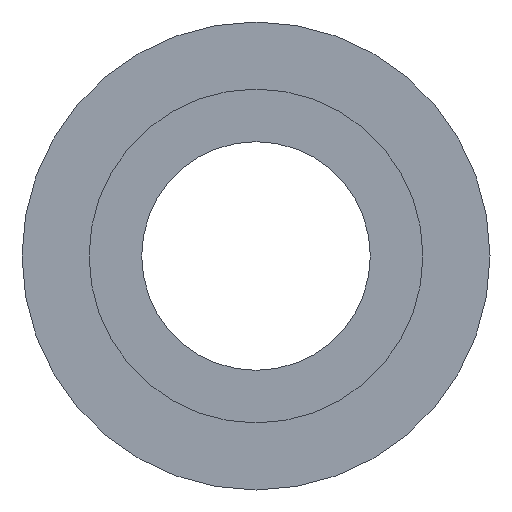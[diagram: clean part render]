
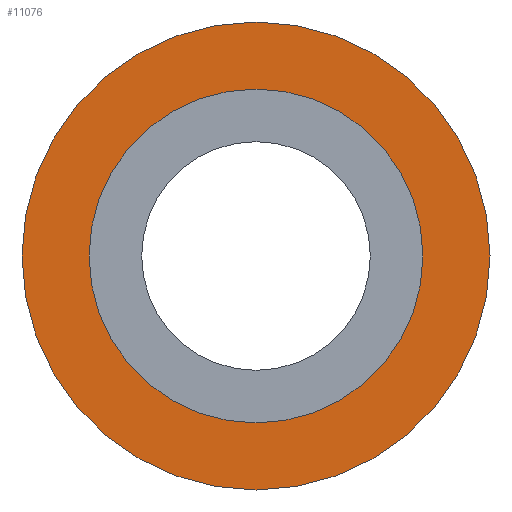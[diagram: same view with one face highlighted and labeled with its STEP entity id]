
A CAD part, left-side view. The second image highlights one B-rep face of the part: STEP entity #11076.
In plain terms, the highlighted planar face has unit normal (-1, 0, 0).
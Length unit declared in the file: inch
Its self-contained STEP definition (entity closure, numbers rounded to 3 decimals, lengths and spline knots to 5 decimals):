
#10998=CARTESIAN_POINT('',(0.,1.535,0.0));
#10999=VERTEX_POINT('',#10998);
#11000=CARTESIAN_POINT('',(0.0,0.0,0.0));
#11001=DIRECTION('',(1.0,0.0,0.0));
#11002=DIRECTION('',(0.0,1.0,0.0));
#11003=AXIS2_PLACEMENT_3D('',#11000,#11001,#11002);
#11004=CIRCLE('',#11003,1.535);
#11005=EDGE_CURVE('',#10999,#10999,#11004,.T.);
#11050=CARTESIAN_POINT('',(0.0,1.095,0.0));
#11051=VERTEX_POINT('',#11050);
#11052=CARTESIAN_POINT('',(0.0,0.0,0.0));
#11053=DIRECTION('',(1.0,0.0,0.0));
#11054=DIRECTION('',(0.0,1.0,0.0));
#11055=AXIS2_PLACEMENT_3D('',#11052,#11053,#11054);
#11056=CIRCLE('',#11055,1.095);
#11057=EDGE_CURVE('',#11051,#11051,#11056,.T.);
#11065=CARTESIAN_POINT('',(0.,1.315,0.0));
#11066=DIRECTION('',(-1.0,0.0,0.0));
#11067=DIRECTION('',(0.0,0.0,1.0));
#11068=AXIS2_PLACEMENT_3D('',#11065,#11066,#11067);
#11069=PLANE('',#11068);
#11070=ORIENTED_EDGE('',*,*,#11005,.F.);
#11071=EDGE_LOOP('',(#11070));
#11072=FACE_OUTER_BOUND('',#11071,.T.);
#11073=ORIENTED_EDGE('',*,*,#11057,.T.);
#11074=EDGE_LOOP('',(#11073));
#11075=FACE_BOUND('',#11074,.T.);
#11076=ADVANCED_FACE('',(#11072,#11075),#11069,.T.);
